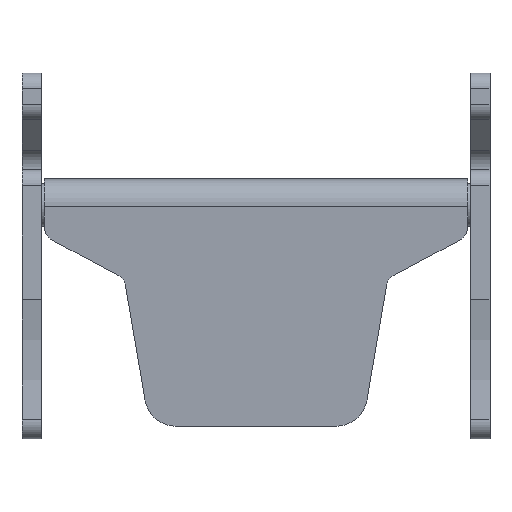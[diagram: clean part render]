
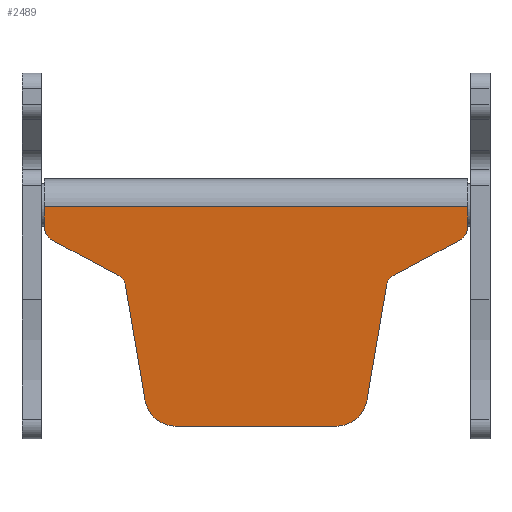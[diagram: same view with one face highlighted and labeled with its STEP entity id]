
A CAD part, front view. The second image highlights one B-rep face of the part: STEP entity #2489.
In plain terms, the highlighted planar face has unit normal (0, -0.998, -0.057).
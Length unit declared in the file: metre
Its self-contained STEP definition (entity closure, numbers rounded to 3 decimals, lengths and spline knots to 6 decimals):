
#106=LINE('',#3811,#308);
#107=LINE('',#3813,#309);
#108=LINE('',#3815,#310);
#109=LINE('',#3819,#311);
#110=LINE('',#3823,#312);
#111=LINE('',#3827,#313);
#112=LINE('',#3831,#314);
#113=LINE('',#3835,#315);
#308=VECTOR('',#3003,1.);
#309=VECTOR('',#3004,1.);
#310=VECTOR('',#3005,1.);
#311=VECTOR('',#3008,1.);
#312=VECTOR('',#3011,1.);
#313=VECTOR('',#3014,1.);
#314=VECTOR('',#3017,1.);
#315=VECTOR('',#3020,1.);
#517=ORIENTED_EDGE('',*,*,#1237,.F.);
#518=ORIENTED_EDGE('',*,*,#1238,.F.);
#519=ORIENTED_EDGE('',*,*,#1239,.T.);
#520=ORIENTED_EDGE('',*,*,#1240,.T.);
#521=ORIENTED_EDGE('',*,*,#1241,.T.);
#522=ORIENTED_EDGE('',*,*,#1242,.T.);
#523=ORIENTED_EDGE('',*,*,#1243,.T.);
#524=ORIENTED_EDGE('',*,*,#1244,.T.);
#525=ORIENTED_EDGE('',*,*,#1245,.T.);
#526=ORIENTED_EDGE('',*,*,#1246,.F.);
#527=ORIENTED_EDGE('',*,*,#1247,.F.);
#528=ORIENTED_EDGE('',*,*,#1248,.F.);
#529=ORIENTED_EDGE('',*,*,#1249,.F.);
#530=ORIENTED_EDGE('',*,*,#1250,.F.);
#1237=EDGE_CURVE('',#1597,#1598,#1847,.T.);
#1238=EDGE_CURVE('',#1599,#1597,#106,.T.);
#1239=EDGE_CURVE('',#1599,#1600,#107,.T.);
#1240=EDGE_CURVE('',#1600,#1601,#108,.T.);
#1241=EDGE_CURVE('',#1601,#1602,#1848,.F.);
#1242=EDGE_CURVE('',#1602,#1603,#109,.T.);
#1243=EDGE_CURVE('',#1603,#1604,#1849,.T.);
#1244=EDGE_CURVE('',#1604,#1605,#110,.T.);
#1245=EDGE_CURVE('',#1605,#1606,#1850,.F.);
#1246=EDGE_CURVE('',#1607,#1606,#111,.T.);
#1247=EDGE_CURVE('',#1608,#1607,#1851,.T.);
#1248=EDGE_CURVE('',#1609,#1608,#112,.T.);
#1249=EDGE_CURVE('',#1610,#1609,#1852,.F.);
#1250=EDGE_CURVE('',#1598,#1610,#113,.T.);
#1597=VERTEX_POINT('',#3809);
#1598=VERTEX_POINT('',#3810);
#1599=VERTEX_POINT('',#3812);
#1600=VERTEX_POINT('',#3814);
#1601=VERTEX_POINT('',#3816);
#1602=VERTEX_POINT('',#3818);
#1603=VERTEX_POINT('',#3820);
#1604=VERTEX_POINT('',#3822);
#1605=VERTEX_POINT('',#3824);
#1606=VERTEX_POINT('',#3826);
#1607=VERTEX_POINT('',#3828);
#1608=VERTEX_POINT('',#3830);
#1609=VERTEX_POINT('',#3832);
#1610=VERTEX_POINT('',#3834);
#1847=CIRCLE('',#2683,0.01);
#1848=CIRCLE('',#2684,0.01);
#1849=CIRCLE('',#2685,0.008);
#1850=CIRCLE('',#2686,0.02);
#1851=CIRCLE('',#2687,0.02);
#1852=CIRCLE('',#2688,0.008);
#2000=EDGE_LOOP('',(#517,#518,#519,#520,#521,#522,#523,#524,#525,#526,#527,
#528,#529,#530));
#2216=FACE_BOUND('',#2000,.T.);
#2431=PLANE('',#2682);
#2489=ADVANCED_FACE('',(#2216),#2431,.F.);
#2682=AXIS2_PLACEMENT_3D('',#3807,#2999,#3000);
#2683=AXIS2_PLACEMENT_3D('',#3808,#3001,#3002);
#2684=AXIS2_PLACEMENT_3D('',#3817,#3006,#3007);
#2685=AXIS2_PLACEMENT_3D('',#3821,#3009,#3010);
#2686=AXIS2_PLACEMENT_3D('',#3825,#3012,#3013);
#2687=AXIS2_PLACEMENT_3D('',#3829,#3015,#3016);
#2688=AXIS2_PLACEMENT_3D('',#3833,#3018,#3019);
#2999=DIRECTION('',(0.,0.998,0.057));
#3000=DIRECTION('',(0.,-0.057,0.998));
#3001=DIRECTION('',(0.,0.998,0.057));
#3002=DIRECTION('',(0.,-0.057,0.998));
#3003=DIRECTION('',(0.,0.057,-0.998));
#3004=DIRECTION('',(-1.,0.,0.));
#3005=DIRECTION('',(0.,0.057,-0.998));
#3006=DIRECTION('',(0.,0.998,0.057));
#3007=DIRECTION('',(0.,-0.057,0.998));
#3008=DIRECTION('',(0.882,0.027,-0.47));
#3009=DIRECTION('',(0.,0.998,0.057));
#3010=DIRECTION('',(0.,-0.057,0.998));
#3011=DIRECTION('',(0.169,0.056,-0.984));
#3012=DIRECTION('',(0.,0.998,0.057));
#3013=DIRECTION('',(0.,-0.057,0.998));
#3014=DIRECTION('',(-1.,0.,0.));
#3015=DIRECTION('',(0.,0.998,0.057));
#3016=DIRECTION('',(0.,-0.057,0.998));
#3017=DIRECTION('',(-0.169,0.056,-0.984));
#3018=DIRECTION('',(0.,0.998,0.057));
#3019=DIRECTION('',(0.,-0.057,0.998));
#3020=DIRECTION('',(-0.882,0.027,-0.47));
#3807=CARTESIAN_POINT('',(0.280116,0.129979,-0.152981));
#3808=CARTESIAN_POINT('',(0.270116,0.126741,-0.096422));
#3809=CARTESIAN_POINT('',(0.280116,0.126741,-0.096422));
#3810=CARTESIAN_POINT('',(0.274822,0.127246,-0.105232));
#3811=CARTESIAN_POINT('',(0.280116,0.129979,-0.152981));
#3812=CARTESIAN_POINT('',(0.280116,0.126027,-0.083943));
#3813=CARTESIAN_POINT('',(0.280116,0.126027,-0.083943));
#3814=CARTESIAN_POINT('',(0.014,0.126027,-0.083943));
#3815=CARTESIAN_POINT('',(0.014,0.129979,-0.152981));
#3816=CARTESIAN_POINT('',(0.014,0.126741,-0.096422));
#3817=CARTESIAN_POINT('',(0.024,0.126741,-0.096422));
#3818=CARTESIAN_POINT('',(0.019294,0.127246,-0.105232));
#3819=CARTESIAN_POINT('',(0.242215,0.13404,-0.223929));
#3820=CARTESIAN_POINT('',(0.060765,0.128509,-0.127313));
#3821=CARTESIAN_POINT('',(0.057,0.128913,-0.13436));
#3822=CARTESIAN_POINT('',(0.064886,0.128836,-0.133014));
#3823=CARTESIAN_POINT('',(0.074322,0.13199,-0.188113));
#3824=CARTESIAN_POINT('',(0.077286,0.13298,-0.205416));
#3825=CARTESIAN_POINT('',(0.097,0.132787,-0.202051));
#3826=CARTESIAN_POINT('',(0.097,0.13393,-0.222018));
#3827=CARTESIAN_POINT('',(0.280116,0.13393,-0.222018));
#3828=CARTESIAN_POINT('',(0.197116,0.13393,-0.222018));
#3829=CARTESIAN_POINT('',(0.197116,0.132787,-0.202051));
#3830=CARTESIAN_POINT('',(0.21683,0.13298,-0.205416));
#3831=CARTESIAN_POINT('',(0.227354,0.129463,-0.143973));
#3832=CARTESIAN_POINT('',(0.229231,0.128836,-0.133014));
#3833=CARTESIAN_POINT('',(0.237116,0.128913,-0.13436));
#3834=CARTESIAN_POINT('',(0.233352,0.128509,-0.127313));
#3835=CARTESIAN_POINT('',(0.259085,0.127725,-0.113611));
